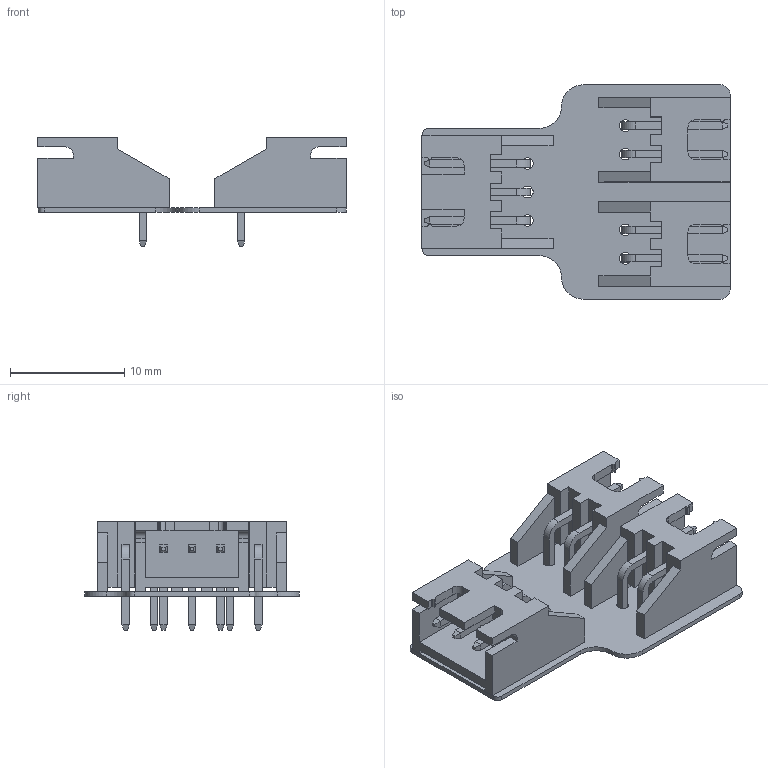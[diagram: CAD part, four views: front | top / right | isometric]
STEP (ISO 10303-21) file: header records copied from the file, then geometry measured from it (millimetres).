
FILE_DESCRIPTION(('Open CASCADE Model'),'2;1');
FILE_NAME('Open CASCADE Shape Model','2021-01-23T11:13:15',('Author'),( 'Open CASCADE'),'Open CASCADE STEP processor 6.8','Open CASCADE 6.8' ,'Unknown');
FILE_SCHEMA(('AUTOMOTIVE_DESIGN { 1 0 10303 214 1 1 1 1 }'));
Length unit declared in the file: millimetre
Products named in the file (1): PCB
Bounding box: 27.03 x 18.8 x 9.55 mm (x, y, z)
Volume: 828.2 mm3; surface area: 2619.9 mm2
Topology: 11 solids, 11 shells, 341 faces, 901 edges, 582 vertices
Faces by surface type: plane 282, cylinder 59
Full cylindrical faces by diameter (mm): 1.016 x7
Entity records: 10494 total; most frequent: CARTESIAN_POINT 1825, ORIENTED_EDGE 1802, DIRECTION 1703, EDGE_CURVE 901, LINE 783, VECTOR 783, VERTEX_POINT 582, AXIS2_PLACEMENT_3D 460
